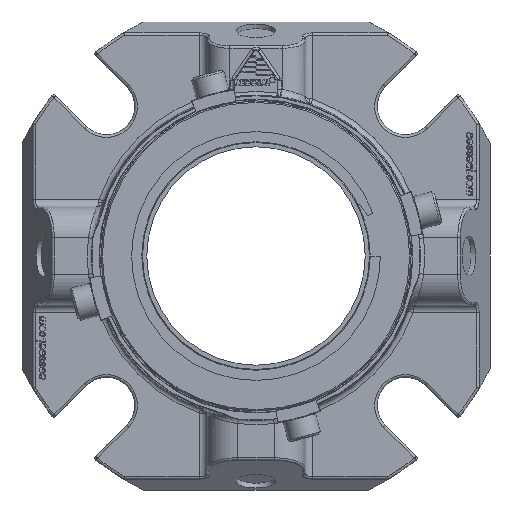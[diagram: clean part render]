
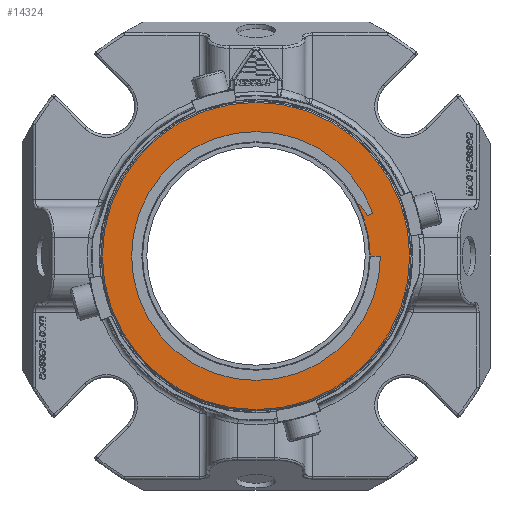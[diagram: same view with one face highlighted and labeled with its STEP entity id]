
A CAD part, left-side view. The second image highlights one B-rep face of the part: STEP entity #14324.
In plain terms, the highlighted planar face has unit normal (-1, 0, 0).
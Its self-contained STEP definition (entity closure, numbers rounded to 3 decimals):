
#1002=LINE('',#20504,#1940);
#1006=LINE('',#20514,#1944);
#1940=VECTOR('',#16725,1000.);
#1944=VECTOR('',#16735,1000.);
#2910=PLANE('',#15282);
#3218=ORIENTED_EDGE('',*,*,#7686,.T.);
#3219=ORIENTED_EDGE('',*,*,#7677,.T.);
#3220=ORIENTED_EDGE('',*,*,#7675,.T.);
#3221=ORIENTED_EDGE('',*,*,#7673,.F.);
#3222=ORIENTED_EDGE('',*,*,#7671,.F.);
#3223=ORIENTED_EDGE('',*,*,#7668,.T.);
#7668=EDGE_CURVE('',#9914,#9915,#1002,.T.);
#7671=EDGE_CURVE('',#9914,#9916,#11325,.T.);
#7673=EDGE_CURVE('',#9916,#9917,#1006,.T.);
#7675=EDGE_CURVE('',#9918,#9917,#11326,.F.);
#7677=EDGE_CURVE('',#9915,#9918,#11327,.T.);
#7686=EDGE_CURVE('',#9927,#9927,#11336,.T.);
#9914=VERTEX_POINT('',#20505);
#9915=VERTEX_POINT('',#20506);
#9916=VERTEX_POINT('',#20511);
#9917=VERTEX_POINT('',#20515);
#9918=VERTEX_POINT('',#20519);
#9927=VERTEX_POINT('',#20549);
#11325=CIRCLE('',#15260,48.425);
#11326=CIRCLE('',#15263,43.65);
#11327=CIRCLE('',#15265,9.525);
#11336=CIRCLE('',#15283,59.817);
#12048=EDGE_LOOP('',(#3218));
#12049=EDGE_LOOP('',(#3219,#3220,#3221,#3222,#3223));
#13058=FACE_BOUND('',#12048,.T.);
#13059=FACE_BOUND('',#12049,.T.);
#14324=ADVANCED_FACE('',(#13058,#13059),#2910,.T.);
#15260=AXIS2_PLACEMENT_3D('',#20510,#16730,#16731);
#15263=AXIS2_PLACEMENT_3D('',#20518,#16739,#16740);
#15265=AXIS2_PLACEMENT_3D('',#20522,#16744,#16745);
#15282=AXIS2_PLACEMENT_3D('',#20547,#16778,#16779);
#15283=AXIS2_PLACEMENT_3D('',#20548,#16780,#16781);
#16725=DIRECTION('',(0.,0.94,-0.342));
#16730=DIRECTION('',(-1.,0.,0.));
#16731=DIRECTION('',(0.,-1.,0.));
#16735=DIRECTION('',(0.,1.,0.));
#16739=DIRECTION('',(-1.,0.,0.));
#16740=DIRECTION('',(0.,-1.,0.));
#16744=DIRECTION('',(-1.,0.,0.));
#16745=DIRECTION('',(0.,-1.,0.));
#16778=DIRECTION('',(-1.,0.,0.));
#16779=DIRECTION('',(0.,-0.866,0.5));
#16780=DIRECTION('',(-1.,0.,0.));
#16781=DIRECTION('',(0.,-0.866,0.5));
#20504=CARTESIAN_POINT('',(-71.044,0.,0.));
#20505=CARTESIAN_POINT('',(-71.044,-45.505,16.562));
#20506=CARTESIAN_POINT('',(-71.044,-43.261,15.746));
#20510=CARTESIAN_POINT('',(-71.044,0.,0.));
#20511=CARTESIAN_POINT('',(-71.044,-48.425,0.));
#20514=CARTESIAN_POINT('',(-71.044,0.,0.));
#20515=CARTESIAN_POINT('',(-71.044,-43.65,0.));
#20518=CARTESIAN_POINT('',(-71.044,0.,0.));
#20519=CARTESIAN_POINT('',(-71.044,-38.154,21.203));
#20522=CARTESIAN_POINT('',(-71.044,-34.311,12.488));
#20547=CARTESIAN_POINT('',(-71.044,52.243,-30.163));
#20548=CARTESIAN_POINT('',(-71.044,0.,0.));
#20549=CARTESIAN_POINT('',(-71.044,-51.803,29.909));
